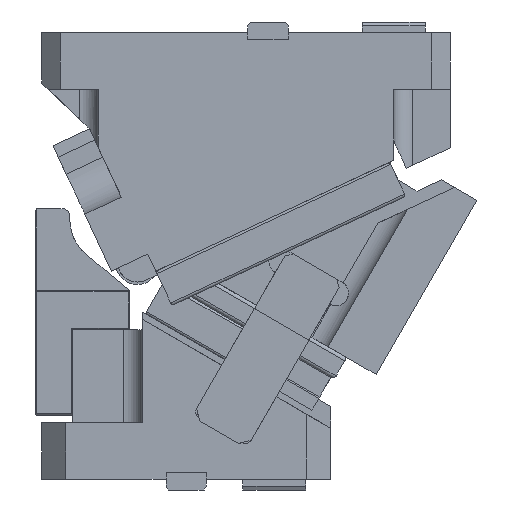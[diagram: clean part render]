
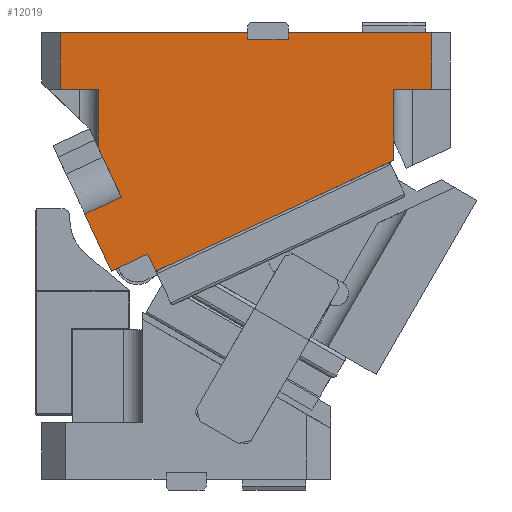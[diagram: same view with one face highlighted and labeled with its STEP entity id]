
A CAD part, front view. The second image highlights one B-rep face of the part: STEP entity #12019.
In plain terms, the highlighted planar face has unit normal (0, -1, 0).
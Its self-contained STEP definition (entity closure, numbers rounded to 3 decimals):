
#9625=CARTESIAN_POINT('Vertex',(63.492,-45.,224.345)) ;
#9628=CARTESIAN_POINT('Line Origine',(54.246,-45.,244.173)) ;
#9632=CARTESIAN_POINT('Vertex',(45.,-45.,264.002)) ;
#10403=CARTESIAN_POINT('Vertex',(280.,-45.,310.)) ;
#10406=CARTESIAN_POINT('Line Origine',(280.,-45.,281.792)) ;
#10410=CARTESIAN_POINT('Vertex',(280.,-45.,253.584)) ;
#11097=CARTESIAN_POINT('Vertex',(84.624,-45.,179.03)) ;
#11100=CARTESIAN_POINT('Line Origine',(70.123,-45.,172.268)) ;
#11104=CARTESIAN_POINT('Vertex',(55.622,-45.,165.506)) ;
#11891=CARTESIAN_POINT('Line Origine',(45.,-45.,287.001)) ;
#11895=CARTESIAN_POINT('Vertex',(45.,-45.,310.)) ;
#11910=CARTESIAN_POINT('Axis2P3D Location',(162.5,-45.,260.217)) ;
#11915=CARTESIAN_POINT('Line Origine',(310.,-45.,332.5)) ;
#11919=CARTESIAN_POINT('Vertex',(310.,-45.,355.)) ;
#11921=CARTESIAN_POINT('Vertex',(310.,-45.,310.)) ;
#11924=CARTESIAN_POINT('Line Origine',(253.,-45.,355.)) ;
#11928=CARTESIAN_POINT('Vertex',(196.,-45.,355.)) ;
#11931=CARTESIAN_POINT('Line Origine',(196.,-45.,352.25)) ;
#11935=CARTESIAN_POINT('Vertex',(196.,-45.,349.5)) ;
#11938=CARTESIAN_POINT('Line Origine',(180.,-45.,349.5)) ;
#11942=CARTESIAN_POINT('Vertex',(164.,-45.,349.5)) ;
#11945=CARTESIAN_POINT('Line Origine',(164.,-45.,352.25)) ;
#11949=CARTESIAN_POINT('Vertex',(164.,-45.,355.)) ;
#11952=CARTESIAN_POINT('Line Origine',(89.5,-45.,355.)) ;
#11956=CARTESIAN_POINT('Vertex',(15.,-45.,355.)) ;
#11959=CARTESIAN_POINT('Line Origine',(15.,-45.,332.5)) ;
#11963=CARTESIAN_POINT('Vertex',(15.,-45.,310.)) ;
#11966=CARTESIAN_POINT('Line Origine',(30.,-45.,310.)) ;
#11971=CARTESIAN_POINT('Line Origine',(48.992,-45.,217.583)) ;
#11975=CARTESIAN_POINT('Vertex',(34.491,-45.,210.821)) ;
#11978=CARTESIAN_POINT('Line Origine',(45.056,-45.,188.164)) ;
#11983=CARTESIAN_POINT('Line Origine',(87.793,-45.,172.232)) ;
#11987=CARTESIAN_POINT('Vertex',(90.963,-45.,165.435)) ;
#11990=CARTESIAN_POINT('Line Origine',(185.481,-45.,209.51)) ;
#11995=CARTESIAN_POINT('Line Origine',(295.,-45.,310.)) ;
#9629=DIRECTION('Vector Direction',(-0.423,0.,0.906)) ;
#10407=DIRECTION('Vector Direction',(0.,0.,-1.)) ;
#11101=DIRECTION('Vector Direction',(0.906,0.,0.423)) ;
#11892=DIRECTION('Vector Direction',(0.,0.,1.)) ;
#11911=DIRECTION('Axis2P3D Direction',(0.,1.,-0.)) ;
#11912=DIRECTION('Axis2P3D XDirection',(-1.,0.,0.)) ;
#11916=DIRECTION('Vector Direction',(0.,0.,1.)) ;
#11925=DIRECTION('Vector Direction',(1.,0.,0.)) ;
#11932=DIRECTION('Vector Direction',(0.,0.,-1.)) ;
#11939=DIRECTION('Vector Direction',(1.,0.,0.)) ;
#11946=DIRECTION('Vector Direction',(0.,0.,1.)) ;
#11953=DIRECTION('Vector Direction',(1.,0.,0.)) ;
#11960=DIRECTION('Vector Direction',(0.,0.,1.)) ;
#11967=DIRECTION('Vector Direction',(-1.,0.,0.)) ;
#11972=DIRECTION('Vector Direction',(0.906,0.,0.423)) ;
#11979=DIRECTION('Vector Direction',(0.423,0.,-0.906)) ;
#11984=DIRECTION('Vector Direction',(-0.423,0.,0.906)) ;
#11991=DIRECTION('Vector Direction',(-0.906,0.,-0.423)) ;
#11996=DIRECTION('Vector Direction',(-1.,0.,0.)) ;
#11913=AXIS2_PLACEMENT_3D('Plane Axis2P3D',#11910,#11911,#11912) ;
#12001=ORIENTED_EDGE('',*,*,#11923,.F.) ;
#12002=ORIENTED_EDGE('',*,*,#11930,.F.) ;
#12003=ORIENTED_EDGE('',*,*,#11937,.T.) ;
#12004=ORIENTED_EDGE('',*,*,#11944,.F.) ;
#12005=ORIENTED_EDGE('',*,*,#11951,.T.) ;
#12006=ORIENTED_EDGE('',*,*,#11958,.F.) ;
#12007=ORIENTED_EDGE('',*,*,#11965,.F.) ;
#12008=ORIENTED_EDGE('',*,*,#11970,.F.) ;
#12009=ORIENTED_EDGE('',*,*,#11897,.F.) ;
#12010=ORIENTED_EDGE('',*,*,#9634,.F.) ;
#12011=ORIENTED_EDGE('',*,*,#11977,.F.) ;
#12012=ORIENTED_EDGE('',*,*,#11982,.T.) ;
#12013=ORIENTED_EDGE('',*,*,#11106,.F.) ;
#12014=ORIENTED_EDGE('',*,*,#11989,.F.) ;
#12015=ORIENTED_EDGE('',*,*,#11994,.F.) ;
#12016=ORIENTED_EDGE('',*,*,#10412,.F.) ;
#12017=ORIENTED_EDGE('',*,*,#11999,.F.) ;
#9630=VECTOR('Line Direction',#9629,1.) ;
#10408=VECTOR('Line Direction',#10407,1.) ;
#11102=VECTOR('Line Direction',#11101,1.) ;
#11893=VECTOR('Line Direction',#11892,1.) ;
#11917=VECTOR('Line Direction',#11916,1.) ;
#11926=VECTOR('Line Direction',#11925,1.) ;
#11933=VECTOR('Line Direction',#11932,1.) ;
#11940=VECTOR('Line Direction',#11939,1.) ;
#11947=VECTOR('Line Direction',#11946,1.) ;
#11954=VECTOR('Line Direction',#11953,1.) ;
#11961=VECTOR('Line Direction',#11960,1.) ;
#11968=VECTOR('Line Direction',#11967,1.) ;
#11973=VECTOR('Line Direction',#11972,1.) ;
#11980=VECTOR('Line Direction',#11979,1.) ;
#11985=VECTOR('Line Direction',#11984,1.) ;
#11992=VECTOR('Line Direction',#11991,1.) ;
#11997=VECTOR('Line Direction',#11996,1.) ;
#12019=ADVANCED_FACE('CAM HOLDER',(#12018),#11914,.F.) ;
#9634=EDGE_CURVE('',#9626,#9633,#9631,.T.) ;
#10412=EDGE_CURVE('',#10404,#10411,#10409,.T.) ;
#11106=EDGE_CURVE('',#11098,#11105,#11103,.F.) ;
#11897=EDGE_CURVE('',#9633,#11896,#11894,.T.) ;
#11923=EDGE_CURVE('',#11920,#11922,#11918,.F.) ;
#11930=EDGE_CURVE('',#11929,#11920,#11927,.T.) ;
#11937=EDGE_CURVE('',#11929,#11936,#11934,.T.) ;
#11944=EDGE_CURVE('',#11943,#11936,#11941,.T.) ;
#11951=EDGE_CURVE('',#11943,#11950,#11948,.T.) ;
#11958=EDGE_CURVE('',#11957,#11950,#11955,.T.) ;
#11965=EDGE_CURVE('',#11964,#11957,#11962,.T.) ;
#11970=EDGE_CURVE('',#11896,#11964,#11969,.T.) ;
#11977=EDGE_CURVE('',#11976,#9626,#11974,.T.) ;
#11982=EDGE_CURVE('',#11976,#11105,#11981,.T.) ;
#11989=EDGE_CURVE('',#11988,#11098,#11986,.T.) ;
#11994=EDGE_CURVE('',#10411,#11988,#11993,.T.) ;
#11999=EDGE_CURVE('',#11922,#10404,#11998,.T.) ;
#12000=EDGE_LOOP('',(#12001,#12002,#12003,#12004,#12005,#12006,#12007,#12008,#12009,#12010,#12011,#12012,#12013,#12014,#12015,#12016,#12017)) ;
#12018=FACE_OUTER_BOUND('',#12000,.T.) ;
#9631=LINE('Line',#9628,#9630) ;
#10409=LINE('Line',#10406,#10408) ;
#11103=LINE('Line',#11100,#11102) ;
#11894=LINE('Line',#11891,#11893) ;
#11918=LINE('Line',#11915,#11917) ;
#11927=LINE('Line',#11924,#11926) ;
#11934=LINE('Line',#11931,#11933) ;
#11941=LINE('Line',#11938,#11940) ;
#11948=LINE('Line',#11945,#11947) ;
#11955=LINE('Line',#11952,#11954) ;
#11962=LINE('Line',#11959,#11961) ;
#11969=LINE('Line',#11966,#11968) ;
#11974=LINE('Line',#11971,#11973) ;
#11981=LINE('Line',#11978,#11980) ;
#11986=LINE('Line',#11983,#11985) ;
#11993=LINE('Line',#11990,#11992) ;
#11998=LINE('Line',#11995,#11997) ;
#11914=PLANE('Plane',#11913) ;
#9626=VERTEX_POINT('',#9625) ;
#9633=VERTEX_POINT('',#9632) ;
#10404=VERTEX_POINT('',#10403) ;
#10411=VERTEX_POINT('',#10410) ;
#11098=VERTEX_POINT('',#11097) ;
#11105=VERTEX_POINT('',#11104) ;
#11896=VERTEX_POINT('',#11895) ;
#11920=VERTEX_POINT('',#11919) ;
#11922=VERTEX_POINT('',#11921) ;
#11929=VERTEX_POINT('',#11928) ;
#11936=VERTEX_POINT('',#11935) ;
#11943=VERTEX_POINT('',#11942) ;
#11950=VERTEX_POINT('',#11949) ;
#11957=VERTEX_POINT('',#11956) ;
#11964=VERTEX_POINT('',#11963) ;
#11976=VERTEX_POINT('',#11975) ;
#11988=VERTEX_POINT('',#11987) ;
